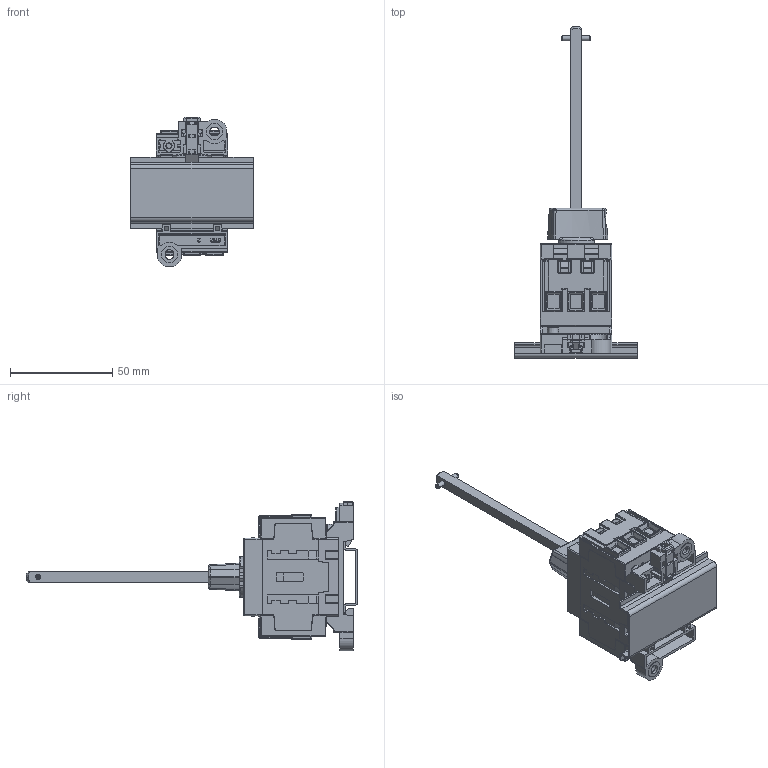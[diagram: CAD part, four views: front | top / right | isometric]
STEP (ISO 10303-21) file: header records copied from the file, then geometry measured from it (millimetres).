
FILE_DESCRIPTION((''),'2;1');
FILE_NAME('DS323B_3D_SW0001','2015-06-19T',('mangiapr'),(''),'PRO/ENGINEER BY PARAMETRIC TECHNOLOGY CORPORATION, 2011080','PRO/ENGINEER BY PARAMETRIC TECHNOLOGY CORPORATION, 2011080','');
FILE_SCHEMA(('CONFIG_CONTROL_DESIGN'));
Products named in the file (1): DS323B_3D_SW0001
Bounding box: 60 x 162 x 73 mm (x, y, z)
Volume: 89668.2 mm3; surface area: 52018.9 mm2
Topology: 4 solids, 4 shells, 3069 faces, 8415 edges, 5381 vertices
Faces by surface type: plane 2036, cylinder 608, bspline 152, torus 104, cone 65, extrusion 54, sphere 50
Entity records: 106044 total; most frequent: CARTESIAN_POINT 29588, ORIENTED_EDGE 16830, DIRECTION 14526, EDGE_CURVE 8415, VECTOR 6308, LINE 6254, VERTEX_POINT 5381, AXIS2_PLACEMENT_3D 4109
